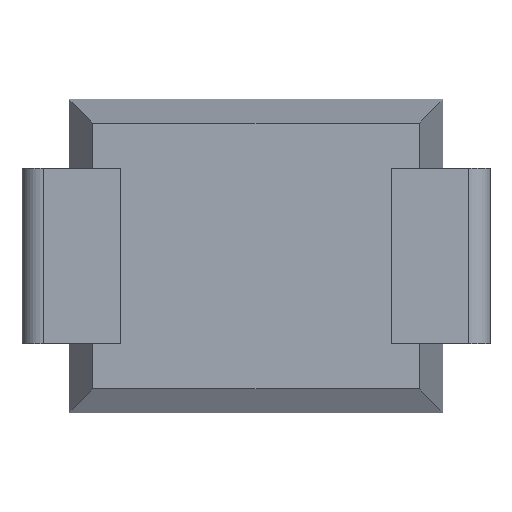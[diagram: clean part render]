
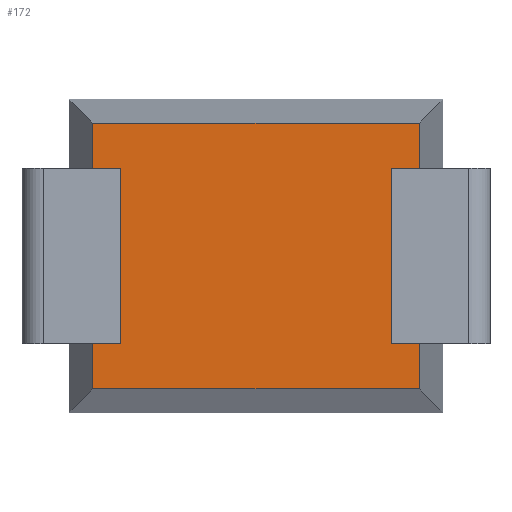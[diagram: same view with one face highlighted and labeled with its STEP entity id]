
A CAD part, front view. The second image highlights one B-rep face of the part: STEP entity #172.
In plain terms, the highlighted planar face has unit normal (0, -1, 0).
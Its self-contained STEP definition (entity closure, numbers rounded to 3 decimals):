
#91 = ORIENTED_EDGE ( 'NONE', *, *, #1578, .F. ) ;
#129 = AXIS2_PLACEMENT_3D ( 'NONE', #281, #295, #869 ) ;
#172 = ADVANCED_FACE ( 'NONE', ( #1100 ), #1458, .F. ) ;
#180 = LINE ( 'NONE', #1167, #1262 ) ;
#181 = CARTESIAN_POINT ( 'NONE',  ( 1.881, 0.5, 1.81 ) ) ;
#213 = EDGE_CURVE ( 'NONE', #661, #978, #1212, .T. ) ;
#223 = CARTESIAN_POINT ( 'NONE',  ( 1.881, 0.5, 1.534 ) ) ;
#242 = ORIENTED_EDGE ( 'NONE', *, *, #213, .F. ) ;
#281 = CARTESIAN_POINT ( 'NONE',  ( 1.881, 0.5, 1.81 ) ) ;
#295 = DIRECTION ( 'NONE',  ( 0., 1., 0. ) ) ;
#346 = EDGE_LOOP ( 'NONE', ( #609, #242, #91, #602 ) ) ;
#374 = VECTOR ( 'NONE', #454, 1000. ) ;
#383 = LINE ( 'NONE', #442, #374 ) ;
#408 = EDGE_CURVE ( 'NONE', #1491, #978, #1016, .T. ) ;
#442 = CARTESIAN_POINT ( 'NONE',  ( 0., 0.5, 1.534 ) ) ;
#454 = DIRECTION ( 'NONE',  ( 1., 0., 0. ) ) ;
#602 = ORIENTED_EDGE ( 'NONE', *, *, #1311, .T. ) ;
#609 = ORIENTED_EDGE ( 'NONE', *, *, #408, .T. ) ;
#641 = VECTOR ( 'NONE', #889, 1000. ) ;
#661 = VERTEX_POINT ( 'NONE', #223 ) ;
#677 = DIRECTION ( 'NONE',  ( 1., 0., 0. ) ) ;
#691 = CARTESIAN_POINT ( 'NONE',  ( 1.881, 0.5, -1.534 ) ) ;
#869 = DIRECTION ( 'NONE',  ( 0., 0., 1. ) ) ;
#889 = DIRECTION ( 'NONE',  ( 0., 0., -1. ) ) ;
#978 = VERTEX_POINT ( 'NONE', #691 ) ;
#1004 = CARTESIAN_POINT ( 'NONE',  ( 0., 0.5, -1.534 ) ) ;
#1016 = LINE ( 'NONE', #1004, #1537 ) ;
#1100 = FACE_OUTER_BOUND ( 'NONE', #346, .T. ) ;
#1117 = DIRECTION ( 'NONE',  ( 0., 0., -1. ) ) ;
#1167 = CARTESIAN_POINT ( 'NONE',  ( -1.881, 0.5, 1.81 ) ) ;
#1212 = LINE ( 'NONE', #181, #641 ) ;
#1262 = VECTOR ( 'NONE', #1117, 1000. ) ;
#1268 = CARTESIAN_POINT ( 'NONE',  ( -1.881, 0.5, 1.534 ) ) ;
#1311 = EDGE_CURVE ( 'NONE', #1488, #1491, #180, .T. ) ;
#1458 = PLANE ( 'NONE',  #129 ) ;
#1462 = CARTESIAN_POINT ( 'NONE',  ( -1.881, 0.5, -1.534 ) ) ;
#1488 = VERTEX_POINT ( 'NONE', #1268 ) ;
#1491 = VERTEX_POINT ( 'NONE', #1462 ) ;
#1537 = VECTOR ( 'NONE', #677, 1000. ) ;
#1578 = EDGE_CURVE ( 'NONE', #1488, #661, #383, .T. ) ;
